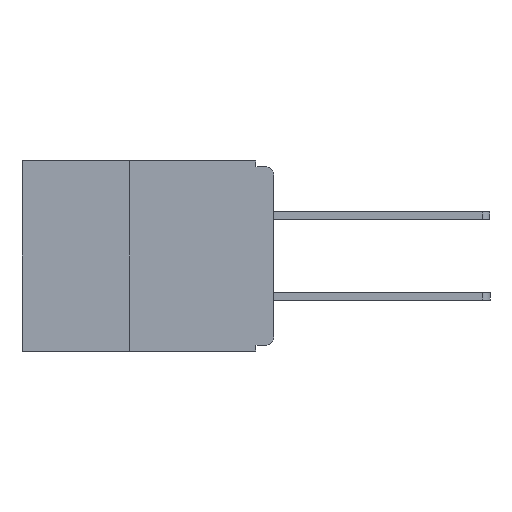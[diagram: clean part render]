
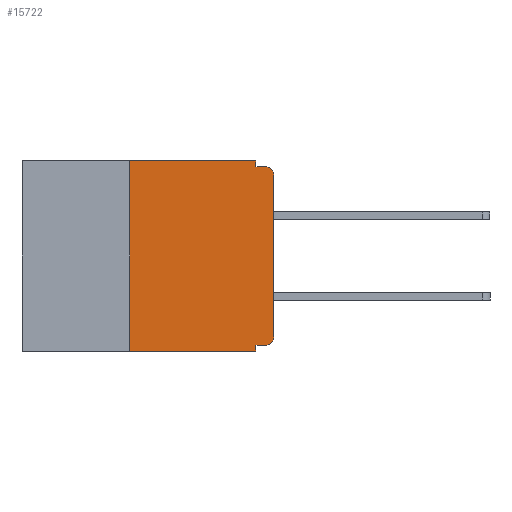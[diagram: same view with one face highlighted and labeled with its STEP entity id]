
A CAD part, left-side view. The second image highlights one B-rep face of the part: STEP entity #15722.
In plain terms, the highlighted planar face has unit normal (-1, 0, 0).
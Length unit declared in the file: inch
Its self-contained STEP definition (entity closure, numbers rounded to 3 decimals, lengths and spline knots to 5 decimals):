
#279 = VECTOR ( 'NONE', #4318, 39.37008 ) ;
#444 = VECTOR ( 'NONE', #27165, 39.37008 ) ;
#1702 = DIRECTION ( 'NONE',  ( 0., 0., -1. ) ) ;
#1987 = ORIENTED_EDGE ( 'NONE', *, *, #24707, .T. ) ;
#2317 = DIRECTION ( 'NONE',  ( -1., 0., 0. ) ) ;
#2341 = VECTOR ( 'NONE', #31535, 39.37008 ) ;
#2577 = EDGE_CURVE ( 'NONE', #18185, #19178, #21441, .T. ) ;
#2986 = CARTESIAN_POINT ( 'NONE',  ( 0., 0., -0.305 ) ) ;
#3267 = DIRECTION ( 'NONE',  ( -1., 0., 0. ) ) ;
#3588 = DIRECTION ( 'NONE',  ( 0., 0., -1. ) ) ;
#3734 = ORIENTED_EDGE ( 'NONE', *, *, #2577, .F. ) ;
#3792 = VERTEX_POINT ( 'NONE', #19689 ) ;
#3892 = CIRCLE ( 'NONE', #21129, 0.015 ) ;
#4318 = DIRECTION ( 'NONE',  ( 0., -1., 0. ) ) ;
#5881 = FACE_OUTER_BOUND ( 'NONE', #11584, .T. ) ;
#6783 = VECTOR ( 'NONE', #28421, 39.37008 ) ;
#7009 = CARTESIAN_POINT ( 'NONE',  ( 0., 0., -0.01 ) ) ;
#7145 = CARTESIAN_POINT ( 'NONE',  ( 0., 0.031, -0.33 ) ) ;
#9058 = LINE ( 'NONE', #7145, #30487 ) ;
#9301 = CARTESIAN_POINT ( 'NONE',  ( 0., 0.437, 0. ) ) ;
#9458 = VECTOR ( 'NONE', #11926, 39.37008 ) ;
#9875 = EDGE_CURVE ( 'NONE', #27952, #18185, #12882, .T. ) ;
#10154 = CARTESIAN_POINT ( 'NONE',  ( 0., 0.031, -0.32 ) ) ;
#10445 = AXIS2_PLACEMENT_3D ( 'NONE', #18222, #2317, #20818 ) ;
#10985 = DIRECTION ( 'NONE',  ( 0., 0., -1. ) ) ;
#11228 = ORIENTED_EDGE ( 'NONE', *, *, #14742, .F. ) ;
#11584 = EDGE_LOOP ( 'NONE', ( #11666, #21484, #3734, #15353, #20648, #11228, #28628, #13264, #23010, #1987 ) ) ;
#11666 = ORIENTED_EDGE ( 'NONE', *, *, #28663, .T. ) ;
#11851 = VECTOR ( 'NONE', #14414, 39.37008 ) ;
#11926 = DIRECTION ( 'NONE',  ( 0., -1., 0. ) ) ;
#11987 = CARTESIAN_POINT ( 'NONE',  ( 0., 0.031, -0.01 ) ) ;
#12054 = VECTOR ( 'NONE', #10985, 39.37008 ) ;
#12090 = EDGE_CURVE ( 'NONE', #3792, #16869, #22541, .T. ) ;
#12882 = LINE ( 'NONE', #31588, #12054 ) ;
#13220 = VERTEX_POINT ( 'NONE', #13771 ) ;
#13264 = ORIENTED_EDGE ( 'NONE', *, *, #23268, .F. ) ;
#13574 = CARTESIAN_POINT ( 'NONE',  ( 0., 0.437, -0.33 ) ) ;
#13657 = CARTESIAN_POINT ( 'NONE',  ( 0., 0.015, -0.01 ) ) ;
#13771 = CARTESIAN_POINT ( 'NONE',  ( 0., 0.015, -0.32 ) ) ;
#14414 = DIRECTION ( 'NONE',  ( 0., 0., 1. ) ) ;
#14742 = EDGE_CURVE ( 'NONE', #3792, #32770, #27553, .T. ) ;
#14900 = AXIS2_PLACEMENT_3D ( 'NONE', #29592, #19432, #3588 ) ;
#15353 = ORIENTED_EDGE ( 'NONE', *, *, #9875, .F. ) ;
#15722 = ADVANCED_FACE ( 'NONE', ( #5881 ), #31978, .F. ) ;
#16387 = EDGE_CURVE ( 'NONE', #32770, #27952, #30094, .T. ) ;
#16869 = VERTEX_POINT ( 'NONE', #17260 ) ;
#17260 = CARTESIAN_POINT ( 'NONE',  ( 0., 0.031, -0.33 ) ) ;
#18185 = VERTEX_POINT ( 'NONE', #11987 ) ;
#18202 = CARTESIAN_POINT ( 'NONE',  ( 0., 0., -0.025 ) ) ;
#18222 = CARTESIAN_POINT ( 'NONE',  ( 0., 0.015, -0.025 ) ) ;
#19152 = CARTESIAN_POINT ( 'NONE',  ( 0., 0.015, -0.305 ) ) ;
#19178 = VERTEX_POINT ( 'NONE', #13657 ) ;
#19432 = DIRECTION ( 'NONE',  ( 1., 0., 0. ) ) ;
#19689 = CARTESIAN_POINT ( 'NONE',  ( 0., 0.25, -0.33 ) ) ;
#20648 = ORIENTED_EDGE ( 'NONE', *, *, #16387, .F. ) ;
#20818 = DIRECTION ( 'NONE',  ( 0., 0., -1. ) ) ;
#21129 = AXIS2_PLACEMENT_3D ( 'NONE', #19152, #3267, #21721 ) ;
#21253 = CARTESIAN_POINT ( 'NONE',  ( 0., 0.031, 0. ) ) ;
#21441 = LINE ( 'NONE', #7009, #279 ) ;
#21484 = ORIENTED_EDGE ( 'NONE', *, *, #27840, .T. ) ;
#21606 = LINE ( 'NONE', #24608, #444 ) ;
#21721 = DIRECTION ( 'NONE',  ( 0., 0., -1. ) ) ;
#22541 = LINE ( 'NONE', #13574, #2341 ) ;
#23010 = ORIENTED_EDGE ( 'NONE', *, *, #24827, .F. ) ;
#23268 = EDGE_CURVE ( 'NONE', #28879, #16869, #9058, .T. ) ;
#24588 = CIRCLE ( 'NONE', #10445, 0.015 ) ;
#24608 = CARTESIAN_POINT ( 'NONE',  ( 0., 0., -0.32 ) ) ;
#24707 = EDGE_CURVE ( 'NONE', #13220, #29088, #3892, .T. ) ;
#24827 = EDGE_CURVE ( 'NONE', #13220, #28879, #21606, .T. ) ;
#25857 = CARTESIAN_POINT ( 'NONE',  ( 0., 0.25, -0.33 ) ) ;
#26469 = LINE ( 'NONE', #32323, #11851 ) ;
#27165 = DIRECTION ( 'NONE',  ( 0., 1., 0. ) ) ;
#27553 = LINE ( 'NONE', #25857, #6783 ) ;
#27840 = EDGE_CURVE ( 'NONE', #28919, #19178, #24588, .T. ) ;
#27952 = VERTEX_POINT ( 'NONE', #21253 ) ;
#28421 = DIRECTION ( 'NONE',  ( 0., 0., 1. ) ) ;
#28628 = ORIENTED_EDGE ( 'NONE', *, *, #12090, .T. ) ;
#28663 = EDGE_CURVE ( 'NONE', #29088, #28919, #26469, .T. ) ;
#28879 = VERTEX_POINT ( 'NONE', #10154 ) ;
#28919 = VERTEX_POINT ( 'NONE', #18202 ) ;
#29088 = VERTEX_POINT ( 'NONE', #2986 ) ;
#29592 = CARTESIAN_POINT ( 'NONE',  ( 0., 0.437, 0. ) ) ;
#30094 = LINE ( 'NONE', #9301, #9458 ) ;
#30487 = VECTOR ( 'NONE', #1702, 39.37008 ) ;
#31535 = DIRECTION ( 'NONE',  ( 0., -1., 0. ) ) ;
#31588 = CARTESIAN_POINT ( 'NONE',  ( 0., 0.031, 0. ) ) ;
#31978 = PLANE ( 'NONE',  #14900 ) ;
#32323 = CARTESIAN_POINT ( 'NONE',  ( 0., 0., 0. ) ) ;
#32457 = CARTESIAN_POINT ( 'NONE',  ( 0., 0.25, 0. ) ) ;
#32770 = VERTEX_POINT ( 'NONE', #32457 ) ;
